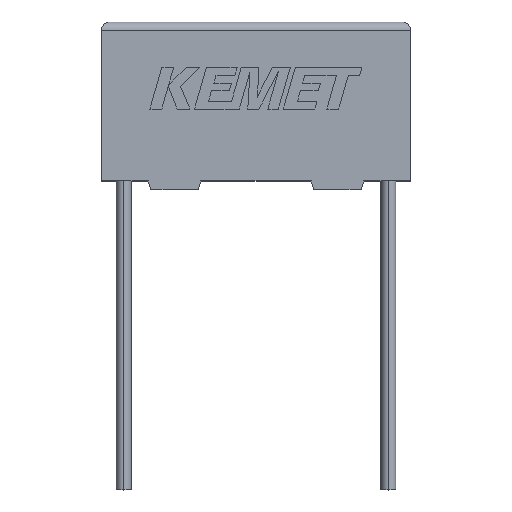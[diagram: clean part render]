
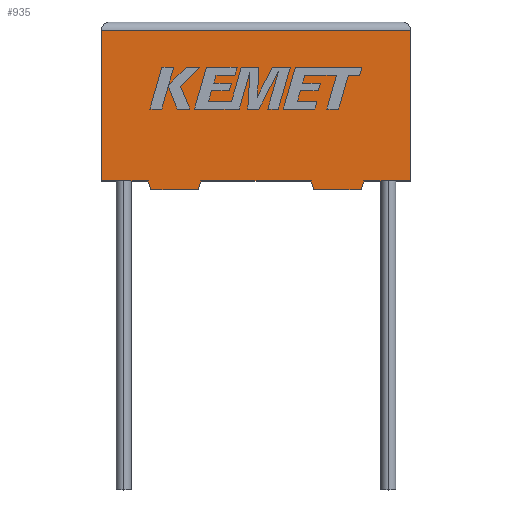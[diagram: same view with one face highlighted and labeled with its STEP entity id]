
A CAD part, top view. The second image highlights one B-rep face of the part: STEP entity #935.
In plain terms, the highlighted planar face has unit normal (0, 0, 1).
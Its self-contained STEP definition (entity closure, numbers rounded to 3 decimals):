
#58 = VERTEX_POINT ( 'NONE', #3022 ) ;
#157 = VECTOR ( 'NONE', #705, 1000. ) ;
#164 = VERTEX_POINT ( 'NONE', #2531 ) ;
#171 = DIRECTION ( 'NONE',  ( -1., 0., 0. ) ) ;
#190 = AXIS2_PLACEMENT_3D ( 'NONE', #1805, #1051, #2551 ) ;
#192 = LINE ( 'NONE', #1332, #1049 ) ;
#198 = CARTESIAN_POINT ( 'NONE',  ( 0., 0., 3.5 ) ) ;
#251 = VERTEX_POINT ( 'NONE', #2625 ) ;
#258 = EDGE_CURVE ( 'NONE', #1474, #1266, #1947, .T. ) ;
#281 = VERTEX_POINT ( 'NONE', #1964 ) ;
#307 = LINE ( 'NONE', #2167, #541 ) ;
#325 = VERTEX_POINT ( 'NONE', #2999 ) ;
#328 = ORIENTED_EDGE ( 'NONE', *, *, #502, .T. ) ;
#351 = CARTESIAN_POINT ( 'NONE',  ( 2.65, 0., 3.5 ) ) ;
#423 = VECTOR ( 'NONE', #1009, 1000. ) ;
#486 = ORIENTED_EDGE ( 'NONE', *, *, #1519, .T. ) ;
#502 = EDGE_CURVE ( 'NONE', #1266, #952, #1028, .T. ) ;
#537 = EDGE_CURVE ( 'NONE', #251, #281, #3153, .T. ) ;
#541 = VECTOR ( 'NONE', #1419, 1000. ) ;
#560 = EDGE_LOOP ( 'NONE', ( #2215, #2432, #486, #1099, #328, #1155, #988, #1148, #1351, #1467, #2340, #927 ) ) ;
#606 = EDGE_CURVE ( 'NONE', #2255, #58, #1227, .T. ) ;
#624 = DIRECTION ( 'NONE',  ( 1., 0., 0. ) ) ;
#647 = EDGE_CURVE ( 'NONE', #164, #2835, #2217, .T. ) ;
#705 = DIRECTION ( 'NONE',  ( 1., 0., 0. ) ) ;
#798 = DIRECTION ( 'NONE',  ( 1., 0., 0. ) ) ;
#803 = VERTEX_POINT ( 'NONE', #1469 ) ;
#832 = CARTESIAN_POINT ( 'NONE',  ( 5.628, 0., 3.5 ) ) ;
#839 = VECTOR ( 'NONE', #171, 1000. ) ;
#850 = DIRECTION ( 'NONE',  ( 0., 1., 0. ) ) ;
#885 = VECTOR ( 'NONE', #1190, 1000. ) ;
#927 = ORIENTED_EDGE ( 'NONE', *, *, #2287, .T. ) ;
#935 = ADVANCED_FACE ( 'NONE', ( #2214 ), #2303, .F. ) ;
#952 = VERTEX_POINT ( 'NONE', #1559 ) ;
#988 = ORIENTED_EDGE ( 'NONE', *, *, #2037, .T. ) ;
#1005 = DIRECTION ( 'NONE',  ( 0.287, 0.958, 0. ) ) ;
#1009 = DIRECTION ( 'NONE',  ( 0., -1., 0. ) ) ;
#1028 = LINE ( 'NONE', #351, #2421 ) ;
#1049 = VECTOR ( 'NONE', #850, 1000. ) ;
#1051 = DIRECTION ( 'NONE',  ( 0., 0., -1. ) ) ;
#1099 = ORIENTED_EDGE ( 'NONE', *, *, #258, .T. ) ;
#1148 = ORIENTED_EDGE ( 'NONE', *, *, #1801, .T. ) ;
#1155 = ORIENTED_EDGE ( 'NONE', *, *, #1700, .T. ) ;
#1190 = DIRECTION ( 'NONE',  ( -0.287, 0.958, 0. ) ) ;
#1203 = CARTESIAN_POINT ( 'NONE',  ( 12.023, -0.5, 3.5 ) ) ;
#1227 = LINE ( 'NONE', #2672, #839 ) ;
#1251 = CARTESIAN_POINT ( 'NONE',  ( 14.7, -0.5, 3.5 ) ) ;
#1260 = LINE ( 'NONE', #2744, #1727 ) ;
#1266 = VERTEX_POINT ( 'NONE', #3093 ) ;
#1301 = CARTESIAN_POINT ( 'NONE',  ( 0., 0., 3.5 ) ) ;
#1332 = CARTESIAN_POINT ( 'NONE',  ( 17.5, 0., 3.5 ) ) ;
#1337 = LINE ( 'NONE', #1301, #423 ) ;
#1351 = ORIENTED_EDGE ( 'NONE', *, *, #647, .F. ) ;
#1419 = DIRECTION ( 'NONE',  ( 1., 0., 0. ) ) ;
#1467 = ORIENTED_EDGE ( 'NONE', *, *, #3173, .F. ) ;
#1469 = CARTESIAN_POINT ( 'NONE',  ( 5.478, -0.5, 3.5 ) ) ;
#1474 = VERTEX_POINT ( 'NONE', #2202 ) ;
#1519 = EDGE_CURVE ( 'NONE', #58, #1474, #1337, .T. ) ;
#1553 = CARTESIAN_POINT ( 'NONE',  ( 2.8, -0.5, 3.5 ) ) ;
#1559 = CARTESIAN_POINT ( 'NONE',  ( 2.8, -0.5, 3.5 ) ) ;
#1699 = CARTESIAN_POINT ( 'NONE',  ( 14.85, 0., 3.5 ) ) ;
#1700 = EDGE_CURVE ( 'NONE', #952, #803, #3217, .T. ) ;
#1727 = VECTOR ( 'NONE', #1005, 1000. ) ;
#1742 = VECTOR ( 'NONE', #2188, 1000. ) ;
#1801 = EDGE_CURVE ( 'NONE', #3202, #2835, #307, .T. ) ;
#1805 = CARTESIAN_POINT ( 'NONE',  ( 0., 0., 3.5 ) ) ;
#1829 = DIRECTION ( 'NONE',  ( -1., 0., 0. ) ) ;
#1838 = VECTOR ( 'NONE', #1829, 1000. ) ;
#1900 = CARTESIAN_POINT ( 'NONE',  ( 17.5, 8.5, 3.5 ) ) ;
#1947 = LINE ( 'NONE', #2133, #1982 ) ;
#1964 = CARTESIAN_POINT ( 'NONE',  ( 14.7, -0.5, 3.5 ) ) ;
#1982 = VECTOR ( 'NONE', #624, 1000. ) ;
#2037 = EDGE_CURVE ( 'NONE', #803, #3202, #1260, .T. ) ;
#2133 = CARTESIAN_POINT ( 'NONE',  ( 0., 0., 3.5 ) ) ;
#2167 = CARTESIAN_POINT ( 'NONE',  ( 0., 0., 3.5 ) ) ;
#2188 = DIRECTION ( 'NONE',  ( -0.287, -0.958, 0. ) ) ;
#2202 = CARTESIAN_POINT ( 'NONE',  ( 0., 0., 3.5 ) ) ;
#2214 = FACE_OUTER_BOUND ( 'NONE', #560, .T. ) ;
#2215 = ORIENTED_EDGE ( 'NONE', *, *, #2459, .T. ) ;
#2217 = LINE ( 'NONE', #1203, #885 ) ;
#2255 = VERTEX_POINT ( 'NONE', #1900 ) ;
#2287 = EDGE_CURVE ( 'NONE', #251, #325, #3096, .T. ) ;
#2303 = PLANE ( 'NONE',  #190 ) ;
#2340 = ORIENTED_EDGE ( 'NONE', *, *, #537, .F. ) ;
#2421 = VECTOR ( 'NONE', #2707, 1000. ) ;
#2432 = ORIENTED_EDGE ( 'NONE', *, *, #606, .T. ) ;
#2459 = EDGE_CURVE ( 'NONE', #325, #2255, #192, .T. ) ;
#2504 = LINE ( 'NONE', #1251, #1838 ) ;
#2531 = CARTESIAN_POINT ( 'NONE',  ( 12.023, -0.5, 3.5 ) ) ;
#2551 = DIRECTION ( 'NONE',  ( -1., 0., 0. ) ) ;
#2554 = VECTOR ( 'NONE', #798, 1000. ) ;
#2625 = CARTESIAN_POINT ( 'NONE',  ( 14.85, 0., 3.5 ) ) ;
#2672 = CARTESIAN_POINT ( 'NONE',  ( 0., 8.5, 3.5 ) ) ;
#2707 = DIRECTION ( 'NONE',  ( 0.287, -0.958, 0. ) ) ;
#2744 = CARTESIAN_POINT ( 'NONE',  ( 5.478, -0.5, 3.5 ) ) ;
#2835 = VERTEX_POINT ( 'NONE', #3013 ) ;
#2999 = CARTESIAN_POINT ( 'NONE',  ( 17.5, 0., 3.5 ) ) ;
#3013 = CARTESIAN_POINT ( 'NONE',  ( 11.873, 0., 3.5 ) ) ;
#3022 = CARTESIAN_POINT ( 'NONE',  ( 0., 8.5, 3.5 ) ) ;
#3093 = CARTESIAN_POINT ( 'NONE',  ( 2.65, 0., 3.5 ) ) ;
#3096 = LINE ( 'NONE', #198, #157 ) ;
#3153 = LINE ( 'NONE', #1699, #1742 ) ;
#3173 = EDGE_CURVE ( 'NONE', #281, #164, #2504, .T. ) ;
#3202 = VERTEX_POINT ( 'NONE', #832 ) ;
#3217 = LINE ( 'NONE', #1553, #2554 ) ;
